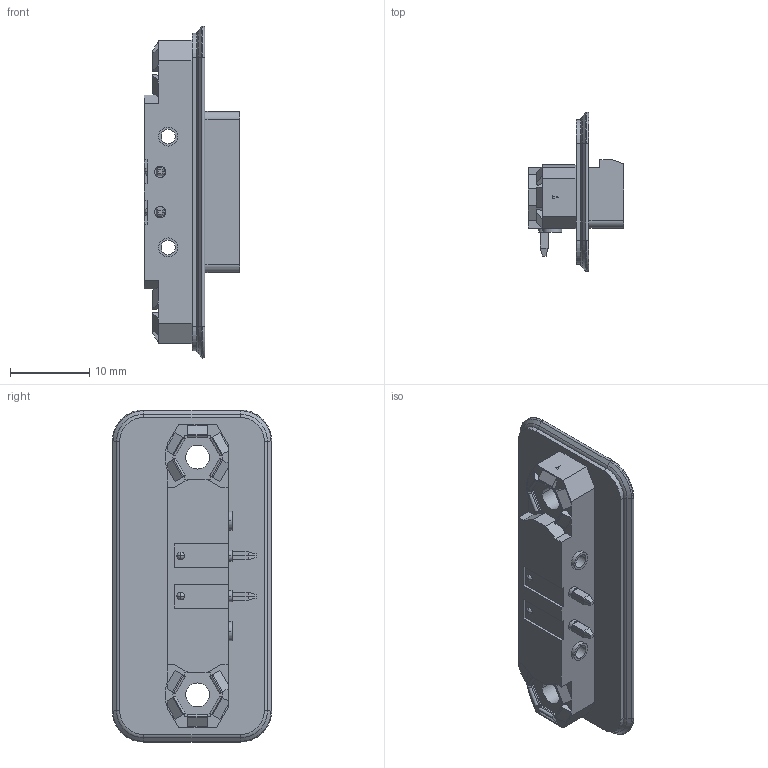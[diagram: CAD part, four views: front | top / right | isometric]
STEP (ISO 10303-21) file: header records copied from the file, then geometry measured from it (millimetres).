
FILE_DESCRIPTION(('STEP AP214'),'1');
FILE_NAME('1898981.stp','2016-07-05T05:30:17',('TraceParts'),('TraceParts S.A.'),'Spatial InterOp 3D',' ',' ');
FILE_SCHEMA(('automotive_design'));
Length unit declared in the file: millimetre
Products named in the file (1): dfk-mstba_2.5-2-gf-5.08|1#dfk-mstba_2.5-2-gf-5.08;dfk-mstba_2.5-2-gf-5.08
Bounding box: 12 x 20.07 x 41.79 mm (x, y, z)
Volume: 2561.4 mm3; surface area: 3218.4 mm2
Topology: 1 solids, 1 shells, 387 faces, 924 edges, 564 vertices
Faces by surface type: plane 266, cylinder 81, torus 20, cone 12, sphere 8
Entity records: 14184 total; most frequent: DIRECTION 1954, CARTESIAN_POINT 1924, ORIENTED_EDGE 1848, EDGE_CURVE 924, LINE 662, VECTOR 662, AXIS2_PLACEMENT_3D 646, VERTEX_POINT 564
